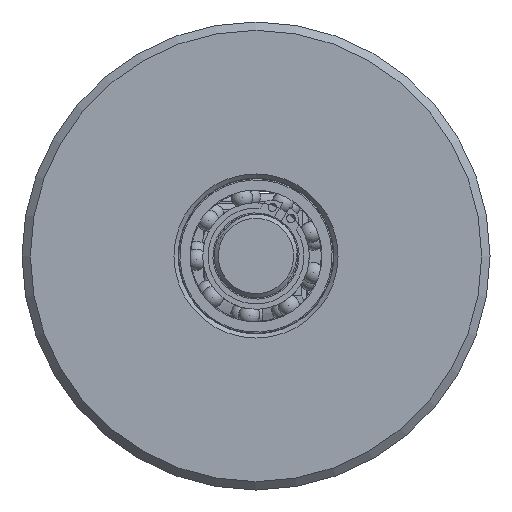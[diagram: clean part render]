
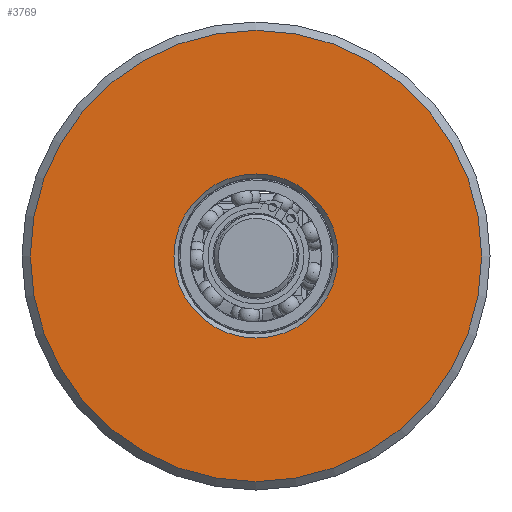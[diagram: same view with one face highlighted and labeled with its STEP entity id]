
A CAD part, front view. The second image highlights one B-rep face of the part: STEP entity #3769.
In plain terms, the highlighted face is planar.
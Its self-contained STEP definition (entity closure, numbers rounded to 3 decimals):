
#343=FACE_BOUND('',#705,.T.);
#401=PLANE('',#4165);
#488=FACE_OUTER_BOUND('',#704,.T.);
#704=EDGE_LOOP('',(#2594));
#705=EDGE_LOOP('',(#2595));
#1417=CIRCLE('',#4164,19.6);
#1418=CIRCLE('',#4166,53.9);
#1655=VERTEX_POINT('',#5821);
#1656=VERTEX_POINT('',#5825);
#2032=EDGE_CURVE('',#1655,#1655,#1417,.T.);
#2033=EDGE_CURVE('',#1656,#1656,#1418,.T.);
#2594=ORIENTED_EDGE('',*,*,#2033,.F.);
#2595=ORIENTED_EDGE('',*,*,#2032,.F.);
#3769=ADVANCED_FACE('',(#488,#343),#401,.T.);
#4164=AXIS2_PLACEMENT_3D('',#5823,#4657,#4658);
#4165=AXIS2_PLACEMENT_3D('',#5824,#4659,#4660);
#4166=AXIS2_PLACEMENT_3D('',#5826,#4661,#4662);
#4657=DIRECTION('center_axis',(0.,0.,-1.));
#4658=DIRECTION('ref_axis',(1.,0.,0.));
#4659=DIRECTION('center_axis',(0.,0.,-1.));
#4660=DIRECTION('ref_axis',(-1.,0.,0.));
#4661=DIRECTION('center_axis',(0.,0.,1.));
#4662=DIRECTION('ref_axis',(1.,0.,0.));
#5821=CARTESIAN_POINT('',(-19.6,0.,0.));
#5823=CARTESIAN_POINT('Origin',(0.,0.,0.));
#5824=CARTESIAN_POINT('Origin',(-18.6,0.,0.));
#5825=CARTESIAN_POINT('',(-53.9,0.,0.));
#5826=CARTESIAN_POINT('Origin',(0.,0.,0.));
